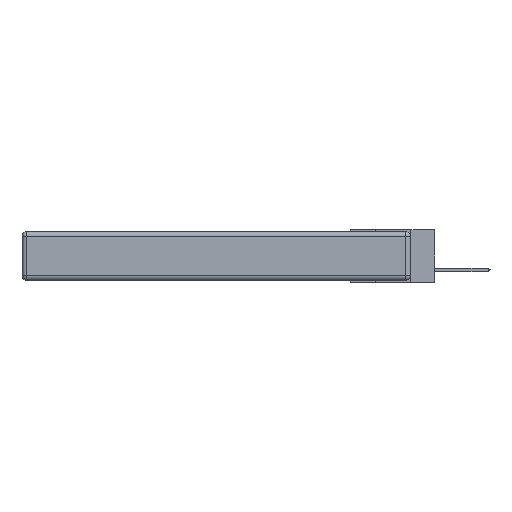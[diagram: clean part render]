
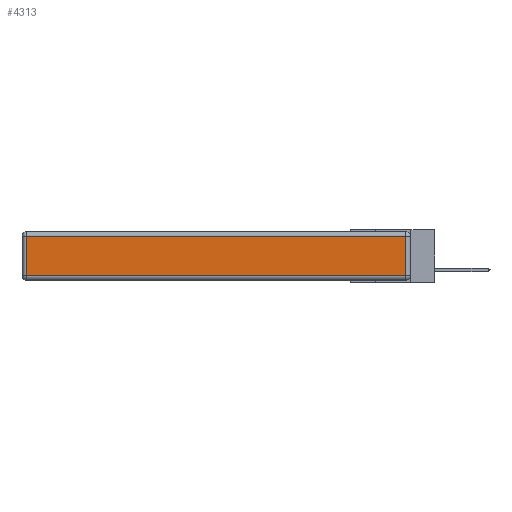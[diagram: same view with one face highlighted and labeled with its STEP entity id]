
A CAD part, left-side view. The second image highlights one B-rep face of the part: STEP entity #4313.
In plain terms, the highlighted planar face has unit normal (-1, 0, 0).
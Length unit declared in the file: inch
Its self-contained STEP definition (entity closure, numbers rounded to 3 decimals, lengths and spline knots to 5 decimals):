
#11 = CARTESIAN_POINT ( 'NONE',  ( 0., 0.03, -0.343 ) ) ;
#822 = LINE ( 'NONE', #11, #4290 ) ;
#1104 = DIRECTION ( 'NONE',  ( 0., 0., 1. ) ) ;
#2882 = VERTEX_POINT ( 'NONE', #9334 ) ;
#3767 = DIRECTION ( 'NONE',  ( 0., 1., 0. ) ) ;
#4290 = VECTOR ( 'NONE', #1104, 39.37008 ) ;
#4313 = ADVANCED_FACE ( 'NONE', ( #5056 ), #6293, .T. ) ;
#5056 = FACE_OUTER_BOUND ( 'NONE', #13696, .T. ) ;
#5079 = LINE ( 'NONE', #11528, #8598 ) ;
#5259 = ORIENTED_EDGE ( 'NONE', *, *, #11363, .T. ) ;
#5314 = VECTOR ( 'NONE', #12175, 39.37008 ) ;
#5414 = ORIENTED_EDGE ( 'NONE', *, *, #9327, .T. ) ;
#5894 = VERTEX_POINT ( 'NONE', #13280 ) ;
#5903 = LINE ( 'NONE', #11850, #10090 ) ;
#6293 = PLANE ( 'NONE',  #11824 ) ;
#6719 = CARTESIAN_POINT ( 'NONE',  ( 0., 2.72, -0.03 ) ) ;
#6819 = VERTEX_POINT ( 'NONE', #6719 ) ;
#7654 = ORIENTED_EDGE ( 'NONE', *, *, #12928, .T. ) ;
#7989 = ORIENTED_EDGE ( 'NONE', *, *, #14413, .T. ) ;
#8133 = DIRECTION ( 'NONE',  ( 0., -1., 0. ) ) ;
#8541 = CARTESIAN_POINT ( 'NONE',  ( 0., 0., -0.343 ) ) ;
#8590 = DIRECTION ( 'NONE',  ( -1., 0., 0. ) ) ;
#8598 = VECTOR ( 'NONE', #8133, 39.37008 ) ;
#9327 = EDGE_CURVE ( 'NONE', #2882, #13945, #5079, .T. ) ;
#9334 = CARTESIAN_POINT ( 'NONE',  ( 0., 2.72, -0.313 ) ) ;
#9666 = CARTESIAN_POINT ( 'NONE',  ( 0., 0.03, -0.313 ) ) ;
#9685 = DIRECTION ( 'NONE',  ( 0., 0., 1. ) ) ;
#10090 = VECTOR ( 'NONE', #3767, 39.37008 ) ;
#11363 = EDGE_CURVE ( 'NONE', #13945, #5894, #822, .T. ) ;
#11528 = CARTESIAN_POINT ( 'NONE',  ( 0., 0., -0.313 ) ) ;
#11824 = AXIS2_PLACEMENT_3D ( 'NONE', #8541, #8590, #9685 ) ;
#11850 = CARTESIAN_POINT ( 'NONE',  ( 0., 2.75, -0.03 ) ) ;
#12175 = DIRECTION ( 'NONE',  ( 0., 0., -1. ) ) ;
#12516 = LINE ( 'NONE', #14401, #5314 ) ;
#12928 = EDGE_CURVE ( 'NONE', #6819, #2882, #12516, .T. ) ;
#13280 = CARTESIAN_POINT ( 'NONE',  ( 0., 0.03, -0.03 ) ) ;
#13696 = EDGE_LOOP ( 'NONE', ( #5414, #5259, #7989, #7654 ) ) ;
#13945 = VERTEX_POINT ( 'NONE', #9666 ) ;
#14401 = CARTESIAN_POINT ( 'NONE',  ( 0., 2.72, -0.343 ) ) ;
#14413 = EDGE_CURVE ( 'NONE', #5894, #6819, #5903, .T. ) ;
